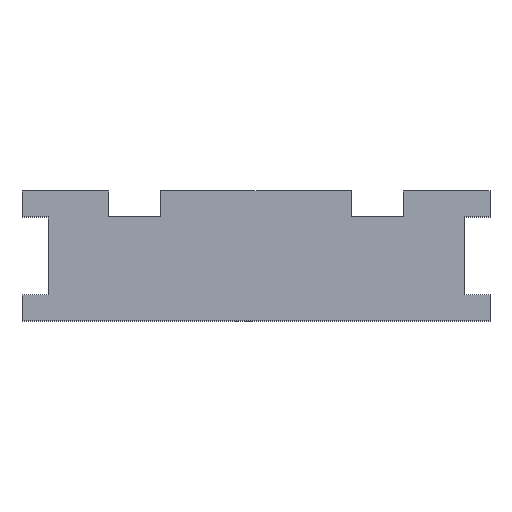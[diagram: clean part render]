
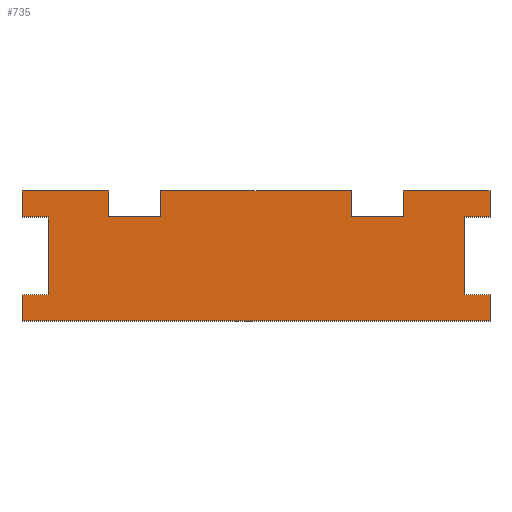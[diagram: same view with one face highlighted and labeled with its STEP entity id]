
A CAD part, top view. The second image highlights one B-rep face of the part: STEP entity #735.
In plain terms, the highlighted planar face has unit normal (0, 0, 1).
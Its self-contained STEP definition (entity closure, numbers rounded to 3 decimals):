
#1 = VERTEX_POINT ( 'NONE', #349 ) ;
#16 = CARTESIAN_POINT ( 'NONE',  ( 44., 12., 3. ) ) ;
#17 = LINE ( 'NONE', #295, #473 ) ;
#21 = CARTESIAN_POINT ( 'NONE',  ( 38., 15., 3. ) ) ;
#25 = DIRECTION ( 'NONE',  ( 0., -1., 0. ) ) ;
#36 = EDGE_CURVE ( 'NONE', #663, #225, #596, .T. ) ;
#41 = VECTOR ( 'NONE', #716, 1000. ) ;
#45 = CARTESIAN_POINT ( 'NONE',  ( 0., 0., 3. ) ) ;
#58 = ORIENTED_EDGE ( 'NONE', *, *, #221, .T. ) ;
#59 = ORIENTED_EDGE ( 'NONE', *, *, #747, .T. ) ;
#66 = EDGE_CURVE ( 'NONE', #663, #467, #474, .T. ) ;
#80 = CARTESIAN_POINT ( 'NONE',  ( 16., 0., 3. ) ) ;
#83 = LINE ( 'NONE', #130, #325 ) ;
#86 = VECTOR ( 'NONE', #625, 1000. ) ;
#101 = ORIENTED_EDGE ( 'NONE', *, *, #702, .F. ) ;
#119 = DIRECTION ( 'NONE',  ( 1., 0., 0. ) ) ;
#120 = ORIENTED_EDGE ( 'NONE', *, *, #635, .T. ) ;
#130 = CARTESIAN_POINT ( 'NONE',  ( 0., 12., 3. ) ) ;
#140 = LINE ( 'NONE', #616, #186 ) ;
#141 = DIRECTION ( 'NONE',  ( -1., 0., 0. ) ) ;
#143 = DIRECTION ( 'NONE',  ( 0., 1., 0. ) ) ;
#148 = CARTESIAN_POINT ( 'NONE',  ( 54., 12., 3. ) ) ;
#167 = ORIENTED_EDGE ( 'NONE', *, *, #259, .F. ) ;
#178 = VECTOR ( 'NONE', #188, 1000. ) ;
#182 = CARTESIAN_POINT ( 'NONE',  ( 0., 12., 3. ) ) ;
#183 = ORIENTED_EDGE ( 'NONE', *, *, #511, .F. ) ;
#186 = VECTOR ( 'NONE', #609, 1000. ) ;
#188 = DIRECTION ( 'NONE',  ( 0., 1., 0. ) ) ;
#189 = ORIENTED_EDGE ( 'NONE', *, *, #645, .F. ) ;
#191 = LINE ( 'NONE', #370, #178 ) ;
#194 = CARTESIAN_POINT ( 'NONE',  ( 10., 12., 3. ) ) ;
#200 = DIRECTION ( 'NONE',  ( 0., -1., 0. ) ) ;
#202 = EDGE_CURVE ( 'NONE', #600, #745, #83, .T. ) ;
#206 = CARTESIAN_POINT ( 'NONE',  ( 0., 0., 3. ) ) ;
#207 = DIRECTION ( 'NONE',  ( 0., 0., 1. ) ) ;
#221 = EDGE_CURVE ( 'NONE', #600, #467, #140, .T. ) ;
#222 = CARTESIAN_POINT ( 'NONE',  ( 3., 0., 3. ) ) ;
#224 = VECTOR ( 'NONE', #618, 1000. ) ;
#225 = VERTEX_POINT ( 'NONE', #16 ) ;
#236 = CARTESIAN_POINT ( 'NONE',  ( 44., 0., 3. ) ) ;
#242 = DIRECTION ( 'NONE',  ( -1., 0., 0. ) ) ;
#250 = CARTESIAN_POINT ( 'NONE',  ( 0., 15., 3. ) ) ;
#253 = CARTESIAN_POINT ( 'NONE',  ( 0., 15., 3. ) ) ;
#254 = CARTESIAN_POINT ( 'NONE',  ( 0., 15., 3. ) ) ;
#255 = CARTESIAN_POINT ( 'NONE',  ( 0., 3., 3. ) ) ;
#259 = EDGE_CURVE ( 'NONE', #382, #741, #368, .T. ) ;
#265 = VERTEX_POINT ( 'NONE', #194 ) ;
#267 = LINE ( 'NONE', #254, #588 ) ;
#269 = VERTEX_POINT ( 'NONE', #255 ) ;
#275 = DIRECTION ( 'NONE',  ( 0., -1., 0. ) ) ;
#280 = VERTEX_POINT ( 'NONE', #317 ) ;
#282 = VECTOR ( 'NONE', #680, 1000. ) ;
#287 = ORIENTED_EDGE ( 'NONE', *, *, #364, .T. ) ;
#293 = DIRECTION ( 'NONE',  ( 0., -1., 0. ) ) ;
#295 = CARTESIAN_POINT ( 'NONE',  ( 0., 0., 3. ) ) ;
#304 = VERTEX_POINT ( 'NONE', #548 ) ;
#312 = DIRECTION ( 'NONE',  ( 1., 0., 0. ) ) ;
#313 = CARTESIAN_POINT ( 'NONE',  ( 0., 3., 3. ) ) ;
#314 = LINE ( 'NONE', #442, #86 ) ;
#317 = CARTESIAN_POINT ( 'NONE',  ( 0., 12., 3. ) ) ;
#318 = CARTESIAN_POINT ( 'NONE',  ( 51., 3., 3. ) ) ;
#319 = LINE ( 'NONE', #374, #593 ) ;
#325 = VECTOR ( 'NONE', #361, 1000. ) ;
#326 = LINE ( 'NONE', #206, #614 ) ;
#327 = ORIENTED_EDGE ( 'NONE', *, *, #433, .T. ) ;
#335 = ORIENTED_EDGE ( 'NONE', *, *, #401, .T. ) ;
#338 = VECTOR ( 'NONE', #420, 1000. ) ;
#349 = CARTESIAN_POINT ( 'NONE',  ( 0., 0., 3. ) ) ;
#354 = EDGE_CURVE ( 'NONE', #1, #687, #713, .T. ) ;
#361 = DIRECTION ( 'NONE',  ( -1., 0., 0. ) ) ;
#363 = ORIENTED_EDGE ( 'NONE', *, *, #583, .T. ) ;
#364 = EDGE_CURVE ( 'NONE', #687, #448, #191, .T. ) ;
#366 = CARTESIAN_POINT ( 'NONE',  ( 0., 12., 3. ) ) ;
#368 = LINE ( 'NONE', #253, #483 ) ;
#370 = CARTESIAN_POINT ( 'NONE',  ( 54., 0., 3. ) ) ;
#373 = EDGE_CURVE ( 'NONE', #280, #382, #17, .T. ) ;
#374 = CARTESIAN_POINT ( 'NONE',  ( 38., 0., 3. ) ) ;
#382 = VERTEX_POINT ( 'NONE', #250 ) ;
#390 = EDGE_CURVE ( 'NONE', #741, #265, #610, .T. ) ;
#394 = VECTOR ( 'NONE', #141, 1000. ) ;
#399 = CARTESIAN_POINT ( 'NONE',  ( 38., 12., 3. ) ) ;
#401 = EDGE_CURVE ( 'NONE', #225, #695, #708, .T. ) ;
#403 = VERTEX_POINT ( 'NONE', #669 ) ;
#407 = ORIENTED_EDGE ( 'NONE', *, *, #202, .F. ) ;
#416 = LINE ( 'NONE', #366, #338 ) ;
#420 = DIRECTION ( 'NONE',  ( 1., 0., 0. ) ) ;
#424 = CARTESIAN_POINT ( 'NONE',  ( 54., 3., 3. ) ) ;
#430 = VECTOR ( 'NONE', #293, 1000. ) ;
#432 = CARTESIAN_POINT ( 'NONE',  ( 0., 3., 3. ) ) ;
#433 = EDGE_CURVE ( 'NONE', #280, #304, #416, .T. ) ;
#440 = DIRECTION ( 'NONE',  ( 1., 0., 0. ) ) ;
#442 = CARTESIAN_POINT ( 'NONE',  ( 0., 12., 3. ) ) ;
#448 = VERTEX_POINT ( 'NONE', #424 ) ;
#451 = ORIENTED_EDGE ( 'NONE', *, *, #646, .F. ) ;
#453 = PLANE ( 'NONE',  #756 ) ;
#454 = VERTEX_POINT ( 'NONE', #717 ) ;
#461 = ORIENTED_EDGE ( 'NONE', *, *, #619, .F. ) ;
#467 = VERTEX_POINT ( 'NONE', #722 ) ;
#468 = CARTESIAN_POINT ( 'NONE',  ( 0., 0., 3. ) ) ;
#473 = VECTOR ( 'NONE', #478, 1000. ) ;
#474 = LINE ( 'NONE', #705, #41 ) ;
#478 = DIRECTION ( 'NONE',  ( 0., 1., 0. ) ) ;
#483 = VECTOR ( 'NONE', #312, 1000. ) ;
#485 = DIRECTION ( 'NONE',  ( 0., -1., 0. ) ) ;
#498 = DIRECTION ( 'NONE',  ( 1., 0., 0. ) ) ;
#505 = VERTEX_POINT ( 'NONE', #21 ) ;
#507 = CARTESIAN_POINT ( 'NONE',  ( 51., 0., 3. ) ) ;
#510 = CARTESIAN_POINT ( 'NONE',  ( 10., 15., 3. ) ) ;
#511 = EDGE_CURVE ( 'NONE', #574, #505, #267, .T. ) ;
#528 = ORIENTED_EDGE ( 'NONE', *, *, #390, .F. ) ;
#533 = VERTEX_POINT ( 'NONE', #318 ) ;
#539 = VECTOR ( 'NONE', #485, 1000. ) ;
#540 = VECTOR ( 'NONE', #275, 1000. ) ;
#546 = CARTESIAN_POINT ( 'NONE',  ( 10., 0., 3. ) ) ;
#548 = CARTESIAN_POINT ( 'NONE',  ( 3., 12., 3. ) ) ;
#552 = LINE ( 'NONE', #80, #725 ) ;
#558 = CARTESIAN_POINT ( 'NONE',  ( 54., 0., 3. ) ) ;
#561 = ORIENTED_EDGE ( 'NONE', *, *, #373, .F. ) ;
#564 = FACE_OUTER_BOUND ( 'NONE', #744, .T. ) ;
#574 = VERTEX_POINT ( 'NONE', #689 ) ;
#583 = EDGE_CURVE ( 'NONE', #448, #533, #684, .T. ) ;
#588 = VECTOR ( 'NONE', #440, 1000. ) ;
#593 = VECTOR ( 'NONE', #25, 1000. ) ;
#596 = LINE ( 'NONE', #236, #430 ) ;
#600 = VERTEX_POINT ( 'NONE', #148 ) ;
#609 = DIRECTION ( 'NONE',  ( 0., 1., 0. ) ) ;
#610 = LINE ( 'NONE', #546, #539 ) ;
#614 = VECTOR ( 'NONE', #143, 1000. ) ;
#616 = CARTESIAN_POINT ( 'NONE',  ( 54., 0., 3. ) ) ;
#618 = DIRECTION ( 'NONE',  ( 1., 0., 0. ) ) ;
#619 = EDGE_CURVE ( 'NONE', #1, #269, #326, .T. ) ;
#620 = LINE ( 'NONE', #222, #540 ) ;
#625 = DIRECTION ( 'NONE',  ( 1., 0., 0. ) ) ;
#632 = ORIENTED_EDGE ( 'NONE', *, *, #354, .T. ) ;
#635 = EDGE_CURVE ( 'NONE', #574, #403, #552, .T. ) ;
#642 = VECTOR ( 'NONE', #242, 1000. ) ;
#645 = EDGE_CURVE ( 'NONE', #269, #454, #738, .T. ) ;
#646 = EDGE_CURVE ( 'NONE', #265, #403, #314, .T. ) ;
#663 = VERTEX_POINT ( 'NONE', #685 ) ;
#667 = EDGE_CURVE ( 'NONE', #505, #695, #319, .T. ) ;
#669 = CARTESIAN_POINT ( 'NONE',  ( 16., 12., 3. ) ) ;
#680 = DIRECTION ( 'NONE',  ( 0., -1., 0. ) ) ;
#684 = LINE ( 'NONE', #313, #394 ) ;
#685 = CARTESIAN_POINT ( 'NONE',  ( 44., 15., 3. ) ) ;
#686 = CARTESIAN_POINT ( 'NONE',  ( 51., 12., 3. ) ) ;
#687 = VERTEX_POINT ( 'NONE', #558 ) ;
#689 = CARTESIAN_POINT ( 'NONE',  ( 16., 15., 3. ) ) ;
#695 = VERTEX_POINT ( 'NONE', #399 ) ;
#702 = EDGE_CURVE ( 'NONE', #745, #533, #751, .T. ) ;
#705 = CARTESIAN_POINT ( 'NONE',  ( 0., 15., 3. ) ) ;
#708 = LINE ( 'NONE', #182, #642 ) ;
#709 = ORIENTED_EDGE ( 'NONE', *, *, #36, .T. ) ;
#712 = VECTOR ( 'NONE', #119, 1000. ) ;
#713 = LINE ( 'NONE', #468, #712 ) ;
#716 = DIRECTION ( 'NONE',  ( 1., 0., 0. ) ) ;
#717 = CARTESIAN_POINT ( 'NONE',  ( 3., 3., 3. ) ) ;
#719 = ORIENTED_EDGE ( 'NONE', *, *, #667, .F. ) ;
#722 = CARTESIAN_POINT ( 'NONE',  ( 54., 15., 3. ) ) ;
#725 = VECTOR ( 'NONE', #200, 1000. ) ;
#735 = ADVANCED_FACE ( 'NONE', ( #564 ), #453, .T. ) ;
#738 = LINE ( 'NONE', #432, #224 ) ;
#741 = VERTEX_POINT ( 'NONE', #510 ) ;
#744 = EDGE_LOOP ( 'NONE', ( #719, #183, #120, #451, #528, #167, #561, #327, #59, #189, #461, #632, #287, #363, #101, #407, #58, #749, #709, #335 ) ) ;
#745 = VERTEX_POINT ( 'NONE', #686 ) ;
#747 = EDGE_CURVE ( 'NONE', #304, #454, #620, .T. ) ;
#749 = ORIENTED_EDGE ( 'NONE', *, *, #66, .F. ) ;
#751 = LINE ( 'NONE', #507, #282 ) ;
#756 = AXIS2_PLACEMENT_3D ( 'NONE', #45, #207, #498 ) ;
